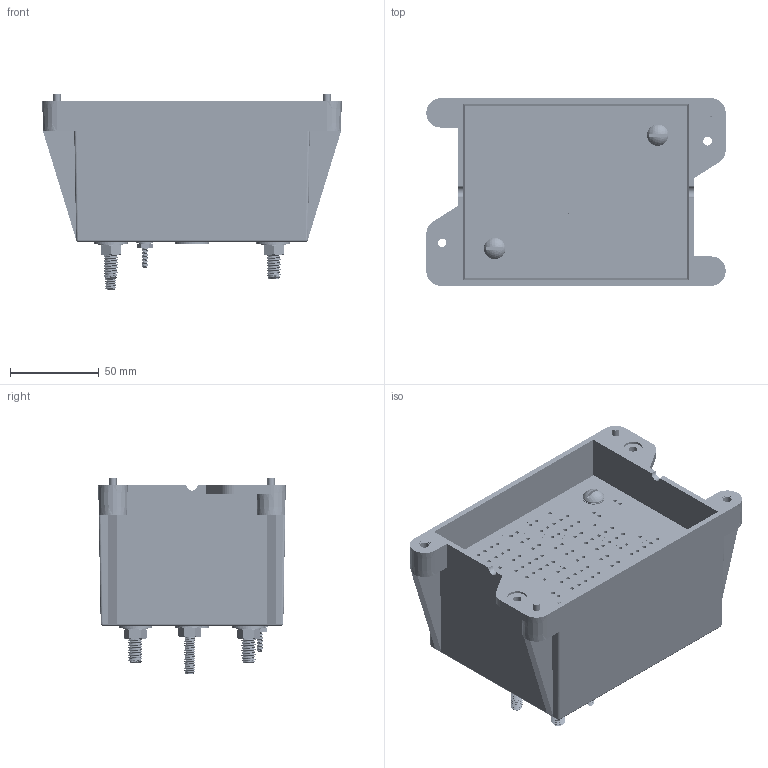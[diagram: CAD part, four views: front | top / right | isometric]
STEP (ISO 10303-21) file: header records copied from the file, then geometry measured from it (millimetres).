
FILE_DESCRIPTION (( 'STEP AP214' ), '1' );
FILE_NAME ('1000-767-E.STEP', '2019-01-03T00:05:14', ( '' ), ( '' ), 'SwSTEP 2.0', 'SolidWorks 2018', '' );
FILE_SCHEMA (( 'AUTOMOTIVE_DESIGN' ));
Length unit declared in the file: inch
Products named in the file (16): 2103-026; 2103-022; 2103-025; 2021-089; 2101-013_2101-013; 2250-240; 2100-041_2100-041; 2103-028 rev o; 2100-006; 2100-012; 2102-062; 2200-154; 1000-767-E; 2101-034_92453A537; 2200-248; 2107-064
Assembly tree (27 placements, depth 3):
  1000-767-E
    2021-089
    2200-248
    2250-240
      2200-154
      2102-062
      2103-026  x2
      2100-006
      2100-041_2100-041
      2101-013_2101-013
    2107-064  x2
    2101-034_92453A537  x2
    2103-025  x2
    2100-041_2100-041  x2
    2103-028 rev o  x3
    2100-012  x3
    2103-022
    2103-026
    2100-006
Bounding box: 168.24 x 105.38 x 110.26 mm (x, y, z)
Volume: 235674.3 mm3; surface area: 173472.5 mm2
Topology: 26 solids, 26 shells, 5988 faces, 16363 edges, 10773 vertices
Faces by surface type: plane 2908, cylinder 1954, bspline 876, cone 222, torus 16, sphere 12
Entity records: 276257 total; most frequent: CARTESIAN_POINT 89428, ORIENTED_EDGE 29502, DIRECTION 24900, EDGE_CURVE 14751, VERTEX_POINT 9774, VECTOR 9520, LINE 9520, AXIS2_PLACEMENT_3D 7690
